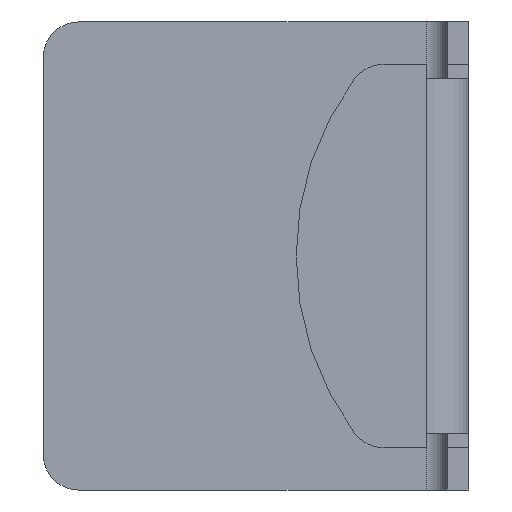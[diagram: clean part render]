
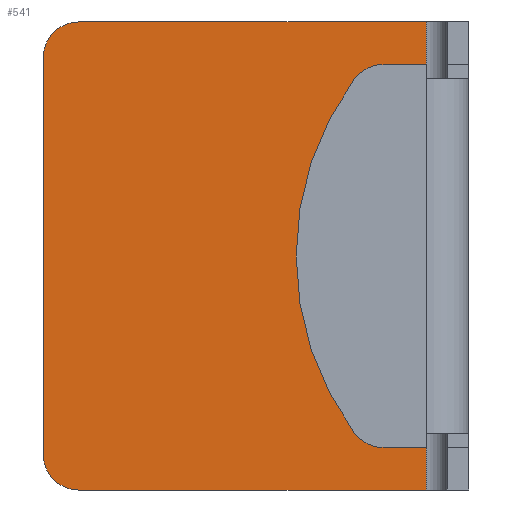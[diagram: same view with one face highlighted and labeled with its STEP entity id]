
A CAD part, front view. The second image highlights one B-rep face of the part: STEP entity #541.
In plain terms, the highlighted planar face has unit normal (0, -1, 0).
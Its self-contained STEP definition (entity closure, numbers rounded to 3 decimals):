
#32=PLANE('',#591);
#62=FACE_OUTER_BOUND('',#92,.T.);
#92=EDGE_LOOP('',(#478,#479,#480,#481,#482,#483));
#102=LINE('',#774,#160);
#108=LINE('',#791,#166);
#151=LINE('',#899,#209);
#153=LINE('',#902,#211);
#160=VECTOR('',#615,24.5);
#166=VECTOR('',#631,24.5);
#209=VECTOR('',#740,33.);
#211=VECTOR('',#744,28.);
#212=CIRCLE('',#548,2.5);
#217=CIRCLE('',#556,2.5);
#230=VERTEX_POINT('',#753);
#231=VERTEX_POINT('',#754);
#239=VERTEX_POINT('',#772);
#243=VERTEX_POINT('',#784);
#244=VERTEX_POINT('',#786);
#245=VERTEX_POINT('',#790);
#278=EDGE_CURVE('',#230,#231,#212,.T.);
#288=EDGE_CURVE('',#230,#239,#102,.T.);
#294=EDGE_CURVE('',#243,#244,#217,.T.);
#296=EDGE_CURVE('',#245,#244,#108,.T.);
#351=EDGE_CURVE('',#245,#239,#151,.T.);
#353=EDGE_CURVE('',#243,#231,#153,.T.);
#478=ORIENTED_EDGE('',*,*,#278,.F.);
#479=ORIENTED_EDGE('',*,*,#288,.T.);
#480=ORIENTED_EDGE('',*,*,#351,.F.);
#481=ORIENTED_EDGE('',*,*,#296,.T.);
#482=ORIENTED_EDGE('',*,*,#294,.F.);
#483=ORIENTED_EDGE('',*,*,#353,.T.);
#541=ADVANCED_FACE('',(#62),#32,.T.);
#548=AXIS2_PLACEMENT_3D('',#755,#599,#600);
#556=AXIS2_PLACEMENT_3D('',#787,#626,#627);
#591=AXIS2_PLACEMENT_3D('',#901,#742,#743);
#599=DIRECTION('center_axis',(0.,1.,0.));
#600=DIRECTION('ref_axis',(-0.707,0.,-0.707));
#615=DIRECTION('',(1.,0.,0.));
#626=DIRECTION('center_axis',(0.,1.,0.));
#627=DIRECTION('ref_axis',(-0.707,0.,0.707));
#631=DIRECTION('',(-1.,0.,0.));
#740=DIRECTION('',(0.,0.,-1.));
#742=DIRECTION('center_axis',(0.,-1.,0.));
#743=DIRECTION('ref_axis',(0.,0.,-1.));
#744=DIRECTION('',(0.,0.,-1.));
#753=CARTESIAN_POINT('',(-26.,0.,-16.5));
#754=CARTESIAN_POINT('',(-28.5,0.,-14.));
#755=CARTESIAN_POINT('Origin',(-26.,0.,-14.));
#772=CARTESIAN_POINT('',(-1.5,0.,-16.5));
#774=CARTESIAN_POINT('',(0.,0.,-16.5));
#784=CARTESIAN_POINT('',(-28.5,0.,14.));
#786=CARTESIAN_POINT('',(-26.,0.,16.5));
#787=CARTESIAN_POINT('Origin',(-26.,0.,14.));
#790=CARTESIAN_POINT('',(-1.5,0.,16.5));
#791=CARTESIAN_POINT('',(0.,0.,16.5));
#899=CARTESIAN_POINT('',(-1.5,0.,0.));
#901=CARTESIAN_POINT('Origin',(0.,0.,0.));
#902=CARTESIAN_POINT('',(-28.5,0.,0.));
